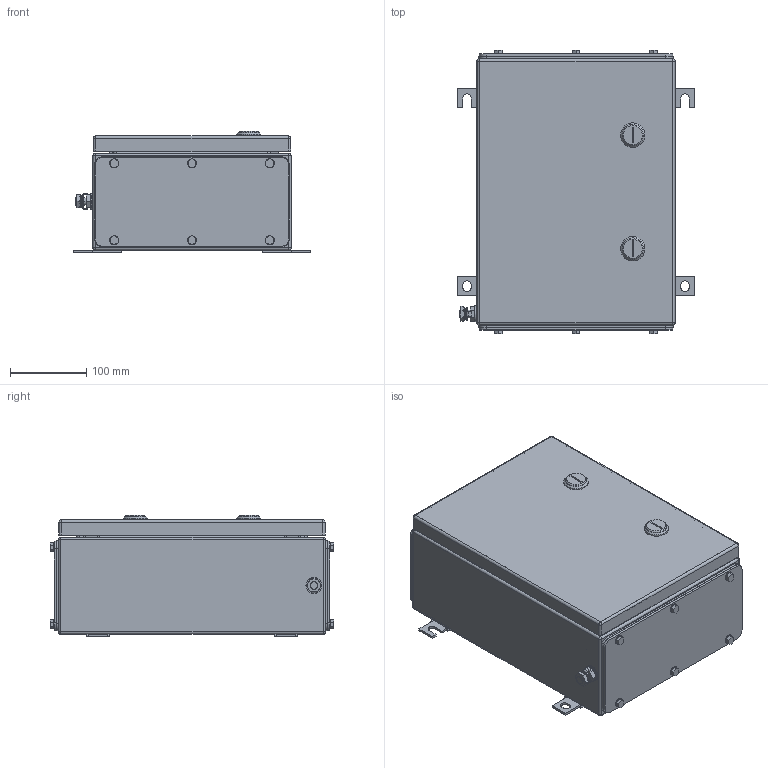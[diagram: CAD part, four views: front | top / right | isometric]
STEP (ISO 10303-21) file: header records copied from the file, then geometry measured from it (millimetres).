
FILE_DESCRIPTION(('CATIA V5 STEP Exchange','CAx-IF Rec.Pracs.--- Model Styling and Organization---1.4--- 2014-01-23'),'2;1');
FILE_NAME ('008786-7_5_1200130000_1200130000.stp','2022-09-28T12:55:57+00:00',('none'),('Weidmueller'),'CATIA Version 5-6 Release 2016 SP3 HF44','CATIA V5 STEP AP214','none');
FILE_SCHEMA(('AUTOMOTIVE_DESIGN { 1 0 10303 214 1 1 1 1 }'));
Length unit declared in the file: millimetre
Products named in the file (1): 1200130000
Bounding box: 311 x 372 x 159.8 mm (x, y, z)
Volume: 910393.9 mm3; surface area: 991814.6 mm2
Topology: 71 solids, 73 shells, 1475 faces, 3412 edges, 2132 vertices
Faces by surface type: plane 667, cylinder 606, cone 148, sphere 24, torus 22, bspline 8
Entity records: 39898 total; most frequent: CARTESIAN_POINT 8333, ORIENTED_EDGE 6704, DIRECTION 5343, EDGE_CURVE 3352, AXIS2_PLACEMENT_3D 2325, VERTEX_POINT 2132, VECTOR 1904, LINE 1904
